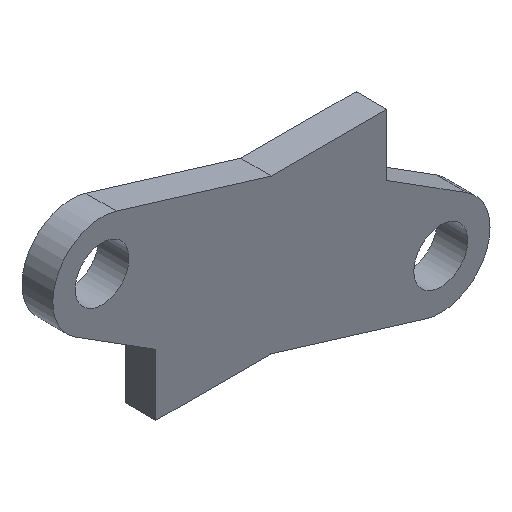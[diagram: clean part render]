
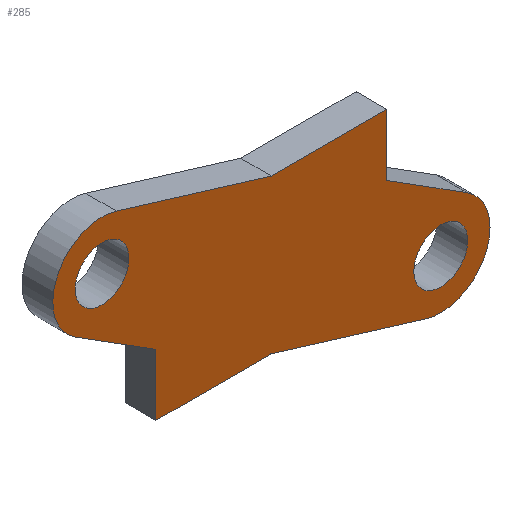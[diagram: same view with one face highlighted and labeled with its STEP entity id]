
A CAD part, isometric view. The second image highlights one B-rep face of the part: STEP entity #285.
In plain terms, the highlighted planar face has unit normal (0, -1, 0).
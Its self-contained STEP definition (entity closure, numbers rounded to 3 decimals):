
#17=FACE_BOUND('',#50,.T.);
#18=FACE_BOUND('',#51,.T.);
#20=PLANE('',#330);
#33=FACE_OUTER_BOUND('',#49,.T.);
#49=EDGE_LOOP('',(#227,#228,#229,#230,#231,#232,#233,#234,#235,#236));
#50=EDGE_LOOP('',(#237,#238));
#51=EDGE_LOOP('',(#239,#240));
#73=LINE('',#474,#101);
#74=LINE('',#476,#102);
#75=LINE('',#477,#103);
#76=LINE('',#479,#104);
#77=LINE('',#481,#105);
#78=LINE('',#483,#106);
#79=LINE('',#485,#107);
#80=LINE('',#488,#108);
#101=VECTOR('',#387,4.);
#102=VECTOR('',#388,7.5);
#103=VECTOR('',#389,10.524);
#104=VECTOR('',#390,6.165);
#105=VECTOR('',#391,4.);
#106=VECTOR('',#392,7.5);
#107=VECTOR('',#393,10.524);
#108=VECTOR('',#396,6.165);
#118=CIRCLE('',#317,1.75);
#119=CIRCLE('',#318,1.75);
#122=CIRCLE('',#322,1.75);
#123=CIRCLE('',#323,1.75);
#126=CIRCLE('',#327,3.2);
#128=CIRCLE('',#331,3.2);
#131=VERTEX_POINT('',#428);
#132=VERTEX_POINT('',#430);
#135=VERTEX_POINT('',#438);
#136=VERTEX_POINT('',#440);
#139=VERTEX_POINT('',#448);
#140=VERTEX_POINT('',#450);
#149=VERTEX_POINT('',#472);
#150=VERTEX_POINT('',#473);
#151=VERTEX_POINT('',#475);
#152=VERTEX_POINT('',#478);
#153=VERTEX_POINT('',#480);
#154=VERTEX_POINT('',#482);
#155=VERTEX_POINT('',#484);
#156=VERTEX_POINT('',#486);
#159=EDGE_CURVE('',#132,#131,#118,.T.);
#160=EDGE_CURVE('',#131,#132,#119,.T.);
#164=EDGE_CURVE('',#136,#135,#122,.T.);
#165=EDGE_CURVE('',#135,#136,#123,.T.);
#169=EDGE_CURVE('',#139,#140,#126,.T.);
#180=EDGE_CURVE('',#149,#150,#73,.T.);
#181=EDGE_CURVE('',#151,#149,#74,.T.);
#182=EDGE_CURVE('',#140,#151,#75,.T.);
#183=EDGE_CURVE('',#152,#139,#76,.T.);
#184=EDGE_CURVE('',#153,#152,#77,.T.);
#185=EDGE_CURVE('',#154,#153,#78,.T.);
#186=EDGE_CURVE('',#155,#154,#79,.T.);
#187=EDGE_CURVE('',#156,#155,#128,.T.);
#188=EDGE_CURVE('',#150,#156,#80,.T.);
#227=ORIENTED_EDGE('',*,*,#180,.F.);
#228=ORIENTED_EDGE('',*,*,#181,.F.);
#229=ORIENTED_EDGE('',*,*,#182,.F.);
#230=ORIENTED_EDGE('',*,*,#169,.F.);
#231=ORIENTED_EDGE('',*,*,#183,.F.);
#232=ORIENTED_EDGE('',*,*,#184,.F.);
#233=ORIENTED_EDGE('',*,*,#185,.F.);
#234=ORIENTED_EDGE('',*,*,#186,.F.);
#235=ORIENTED_EDGE('',*,*,#187,.F.);
#236=ORIENTED_EDGE('',*,*,#188,.F.);
#237=ORIENTED_EDGE('',*,*,#164,.T.);
#238=ORIENTED_EDGE('',*,*,#165,.T.);
#239=ORIENTED_EDGE('',*,*,#159,.T.);
#240=ORIENTED_EDGE('',*,*,#160,.T.);
#285=ADVANCED_FACE('',(#33,#17,#18),#20,.F.);
#317=AXIS2_PLACEMENT_3D('',#431,#348,#349);
#318=AXIS2_PLACEMENT_3D('',#432,#350,#351);
#322=AXIS2_PLACEMENT_3D('',#441,#359,#360);
#323=AXIS2_PLACEMENT_3D('',#442,#361,#362);
#327=AXIS2_PLACEMENT_3D('',#451,#370,#371);
#330=AXIS2_PLACEMENT_3D('',#471,#385,#386);
#331=AXIS2_PLACEMENT_3D('',#487,#394,#395);
#348=DIRECTION('center_axis',(0.,1.,0.));
#349=DIRECTION('ref_axis',(0.,0.,1.));
#350=DIRECTION('center_axis',(0.,1.,0.));
#351=DIRECTION('ref_axis',(0.,0.,1.));
#359=DIRECTION('center_axis',(0.,1.,0.));
#360=DIRECTION('ref_axis',(0.,0.,1.));
#361=DIRECTION('center_axis',(0.,1.,0.));
#362=DIRECTION('ref_axis',(0.,0.,1.));
#370=DIRECTION('center_axis',(0.,1.,0.));
#371=DIRECTION('ref_axis',(0.,0.,1.));
#385=DIRECTION('center_axis',(0.,1.,0.));
#386=DIRECTION('ref_axis',(0.,0.,1.));
#387=DIRECTION('',(0.,0.,1.));
#388=DIRECTION('',(-1.,0.,0.));
#389=DIRECTION('',(-0.957,0.,0.291));
#390=DIRECTION('',(0.845,0.,-0.535));
#391=DIRECTION('',(0.,0.,-1.));
#392=DIRECTION('',(1.,0.,0.));
#393=DIRECTION('',(0.957,0.,-0.291));
#394=DIRECTION('center_axis',(0.,1.,0.));
#395=DIRECTION('ref_axis',(0.,0.,1.));
#396=DIRECTION('',(-0.845,0.,0.535));
#428=CARTESIAN_POINT('',(11.,0.,-3.25));
#430=CARTESIAN_POINT('',(11.,0.,-6.75));
#431=CARTESIAN_POINT('Origin',(11.,0.,-5.));
#432=CARTESIAN_POINT('Origin',(11.,0.,-5.));
#438=CARTESIAN_POINT('',(-11.,0.,6.75));
#440=CARTESIAN_POINT('',(-11.,0.,3.25));
#441=CARTESIAN_POINT('Origin',(-11.,0.,5.));
#442=CARTESIAN_POINT('Origin',(-11.,0.,5.));
#448=CARTESIAN_POINT('',(12.711,0.,-2.296));
#450=CARTESIAN_POINT('',(10.069,0.,-8.062));
#451=CARTESIAN_POINT('Origin',(11.,0.,-5.));
#471=CARTESIAN_POINT('Origin',(-11.,0.,5.));
#472=CARTESIAN_POINT('',(-7.5,0.,-5.));
#473=CARTESIAN_POINT('',(-7.5,0.,-1.));
#474=CARTESIAN_POINT('',(-7.5,0.,-5.));
#475=CARTESIAN_POINT('',(0.,0.,-5.));
#476=CARTESIAN_POINT('',(0.,0.,-5.));
#477=CARTESIAN_POINT('',(10.069,0.,-8.062));
#478=CARTESIAN_POINT('',(7.5,0.,1.));
#479=CARTESIAN_POINT('',(7.5,0.,1.));
#480=CARTESIAN_POINT('',(7.5,0.,5.));
#481=CARTESIAN_POINT('',(7.5,0.,5.));
#482=CARTESIAN_POINT('',(0.,0.,5.));
#483=CARTESIAN_POINT('',(0.,0.,5.));
#484=CARTESIAN_POINT('',(-10.069,0.,8.062));
#485=CARTESIAN_POINT('',(-10.069,0.,8.062));
#486=CARTESIAN_POINT('',(-12.711,0.,2.296));
#487=CARTESIAN_POINT('Origin',(-11.,0.,5.));
#488=CARTESIAN_POINT('',(-7.5,0.,-1.));
